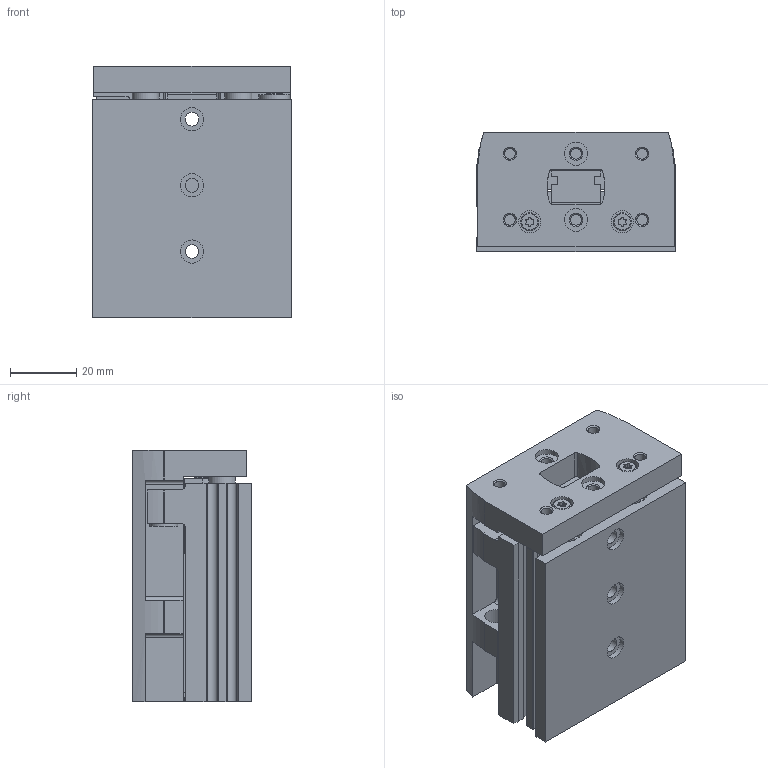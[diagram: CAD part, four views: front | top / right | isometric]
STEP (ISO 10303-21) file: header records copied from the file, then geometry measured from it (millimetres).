
FILE_DESCRIPTION(/* description */ ('STEP AP214'),/* implementation_level */ '2;1');
FILE_NAME(/* name */ '8078847_DGST-12-20-E1A',/* time_stamp */ '2024-08-14T10:04:01+02:00',/* author */ ('License CC BY-ND 4.0'),/* organization */ ('CADENAS'),/* preprocessor_version */ 'ST-DEVELOPER v19.3',/* originating_system */ 'PARTsolutions',/* authorisation */ ' ');
FILE_SCHEMA (('AUTOMOTIVE_DESIGN {1 0 10303 214 3 1 1}'));
Length unit declared in the file: millimetre
Products named in the file (3): 8078847 DGST-12-20-E1A---(0-high); 8073894 DGST-12-20---E1---(mechanical-high)h; 8073894 DGST-12-20---(mechanical-high)s
Assembly tree (2 placements, depth 2):
  8078847 DGST-12-20-E1A---(0-high)
    8073894 DGST-12-20---E1---(mechanical-high)h
    8073894 DGST-12-20---(mechanical-high)s
Bounding box: 60 x 36 x 76 mm (x, y, z)
Volume: 128095.3 mm3; surface area: 43622.6 mm2
Topology: 2 solids, 2 shells, 402 faces, 974 edges, 638 vertices
Faces by surface type: cylinder 194, plane 172, cone 27, torus 9
Full cylindrical faces by diameter (mm): 3.242 x12, 4 x1, 4.134 x5, 5 x2, 5.5 x2, 5.9 x1, 6 x8, 6.7 x2, 6.917 x2, 7 x7, 8 x7, 8.1 x2, 8.5 x2, 9.5 x1, 12 x6
Entity records: 12655 total; most frequent: DIRECTION 2106, CARTESIAN_POINT 1943, ORIENTED_EDGE 1750, EDGE_CURVE 875, AXIS2_PLACEMENT_3D 834, VERTEX_POINT 635, EDGE_LOOP 582, FACE_BOUND 582
